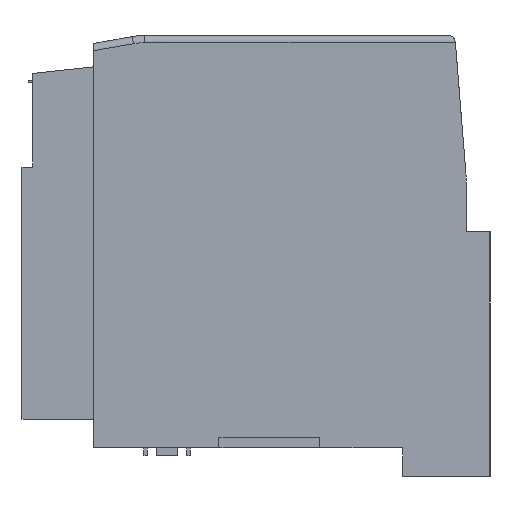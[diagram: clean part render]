
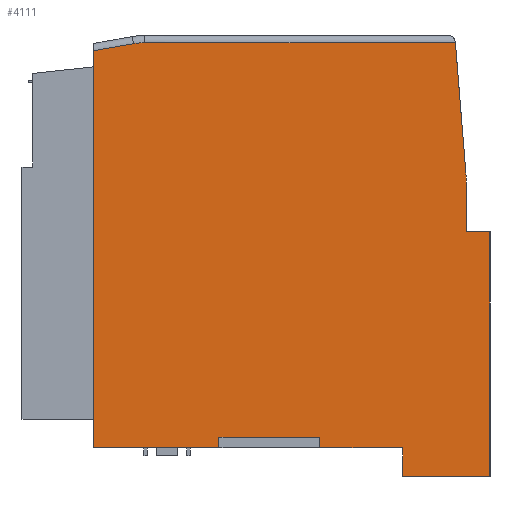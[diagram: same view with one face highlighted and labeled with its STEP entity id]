
A CAD part, left-side view. The second image highlights one B-rep face of the part: STEP entity #4111.
In plain terms, the highlighted planar face has unit normal (-1, 0, 0).
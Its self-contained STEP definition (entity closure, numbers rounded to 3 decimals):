
#307 = LINE ( 'NONE', #18177, #5769 ) ;
#675 = LINE ( 'NONE', #19815, #22659 ) ;
#806 = EDGE_CURVE ( 'NONE', #23516, #1271, #17673, .T. ) ;
#1239 = VECTOR ( 'NONE', #20432, 1000. ) ;
#1271 = VERTEX_POINT ( 'NONE', #17294 ) ;
#1512 = VECTOR ( 'NONE', #4829, 1000. ) ;
#1711 = CARTESIAN_POINT ( 'NONE',  ( -44.35, -29.25, 30.05 ) ) ;
#1740 = CARTESIAN_POINT ( 'NONE',  ( -44.35, 18.784, 47.35 ) ) ;
#1940 = CARTESIAN_POINT ( 'NONE',  ( -44.35, -25.95, 57.35 ) ) ;
#2137 = ORIENTED_EDGE ( 'NONE', *, *, #24230, .F. ) ;
#2329 = CARTESIAN_POINT ( 'NONE',  ( -44.35, 18.784, 56.35 ) ) ;
#2339 = CARTESIAN_POINT ( 'NONE',  ( -44.35, 8.45, 1.5 ) ) ;
#2518 = CIRCLE ( 'NONE', #6486, 20. ) ;
#2875 = CARTESIAN_POINT ( 'NONE',  ( -44.35, -17.09, -4. ) ) ;
#3138 = CARTESIAN_POINT ( 'NONE',  ( -44.35, -17.09, 0. ) ) ;
#3179 = PLANE ( 'NONE',  #5898 ) ;
#3414 = VERTEX_POINT ( 'NONE', #2329 ) ;
#3614 = VECTOR ( 'NONE', #28056, 1000. ) ;
#3943 = EDGE_CURVE ( 'NONE', #17827, #18482, #17425, .T. ) ;
#4066 = DIRECTION ( 'NONE',  ( 0., 0., -1. ) ) ;
#4111 = ADVANCED_FACE ( 'NONE', ( #28071 ), #3179, .F. ) ;
#4250 = VECTOR ( 'NONE', #20968, 1000. ) ;
#4451 = ORIENTED_EDGE ( 'NONE', *, *, #21752, .T. ) ;
#4674 = AXIS2_PLACEMENT_3D ( 'NONE', #1740, #18077, #4066 ) ;
#4829 = DIRECTION ( 'NONE',  ( 0., 0.985, -0.172 ) ) ;
#4909 = LINE ( 'NONE', #11851, #11096 ) ;
#5508 = DIRECTION ( 'NONE',  ( 1., 0., 0. ) ) ;
#5769 = VECTOR ( 'NONE', #25316, 1000. ) ;
#5898 = AXIS2_PLACEMENT_3D ( 'NONE', #19554, #5508, #21940 ) ;
#6127 = LINE ( 'NONE', #22621, #30333 ) ;
#6486 = AXIS2_PLACEMENT_3D ( 'NONE', #26552, #12425, #28918 ) ;
#6554 = ORIENTED_EDGE ( 'NONE', *, *, #29865, .F. ) ;
#6834 = DIRECTION ( 'NONE',  ( 0., -0.081, -0.997 ) ) ;
#6852 = EDGE_CURVE ( 'NONE', #22816, #9846, #19897, .T. ) ;
#6924 = ORIENTED_EDGE ( 'NONE', *, *, #6852, .F. ) ;
#6982 = CARTESIAN_POINT ( 'NONE',  ( -44.35, 8.45, 1.5 ) ) ;
#6990 = ORIENTED_EDGE ( 'NONE', *, *, #3943, .T. ) ;
#9309 = CARTESIAN_POINT ( 'NONE',  ( -44.35, -5.55, 1.5 ) ) ;
#9396 = CARTESIAN_POINT ( 'NONE',  ( -44.35, -24.773, 64.091 ) ) ;
#9563 = CARTESIAN_POINT ( 'NONE',  ( -44.35, -25.885, 38.406 ) ) ;
#9729 = EDGE_CURVE ( 'NONE', #1271, #28897, #675, .T. ) ;
#9803 = CARTESIAN_POINT ( 'NONE',  ( -44.35, -24.431, 56.35 ) ) ;
#9846 = VERTEX_POINT ( 'NONE', #13012 ) ;
#10178 = VECTOR ( 'NONE', #21117, 1000. ) ;
#10194 = ORIENTED_EDGE ( 'NONE', *, *, #9729, .T. ) ;
#10568 = ORIENTED_EDGE ( 'NONE', *, *, #20895, .T. ) ;
#10998 = ORIENTED_EDGE ( 'NONE', *, *, #26207, .F. ) ;
#11096 = VECTOR ( 'NONE', #19155, 1000. ) ;
#11155 = VECTOR ( 'NONE', #27493, 1000. ) ;
#11796 = DIRECTION ( 'NONE',  ( 0., -1., 0. ) ) ;
#11851 = CARTESIAN_POINT ( 'NONE',  ( -44.35, -29.25, 30.05 ) ) ;
#12139 = VERTEX_POINT ( 'NONE', #21132 ) ;
#12188 = EDGE_CURVE ( 'NONE', #22816, #14008, #4909, .T. ) ;
#12425 = DIRECTION ( 'NONE',  ( -1., 0., 0. ) ) ;
#13012 = CARTESIAN_POINT ( 'NONE',  ( -44.35, -29.25, -4. ) ) ;
#13169 = CARTESIAN_POINT ( 'NONE',  ( -44.35, 8.45, 0. ) ) ;
#13212 = DIRECTION ( 'NONE',  ( 0., 1., 0. ) ) ;
#13481 = LINE ( 'NONE', #28256, #19009 ) ;
#14008 = VERTEX_POINT ( 'NONE', #16892 ) ;
#14635 = CARTESIAN_POINT ( 'NONE',  ( -44.35, -17.09, -4. ) ) ;
#14821 = EDGE_CURVE ( 'NONE', #25440, #18482, #28217, .T. ) ;
#15105 = EDGE_CURVE ( 'NONE', #3414, #23516, #27807, .T. ) ;
#15142 = ORIENTED_EDGE ( 'NONE', *, *, #12188, .T. ) ;
#15762 = EDGE_CURVE ( 'NONE', #9846, #25440, #22979, .T. ) ;
#15907 = VECTOR ( 'NONE', #21968, 1000. ) ;
#15956 = ORIENTED_EDGE ( 'NONE', *, *, #15762, .F. ) ;
#16892 = CARTESIAN_POINT ( 'NONE',  ( -44.35, -25.95, 30.05 ) ) ;
#17294 = CARTESIAN_POINT ( 'NONE',  ( -44.35, 25.95, 55.235 ) ) ;
#17425 = LINE ( 'NONE', #22805, #11155 ) ;
#17673 = LINE ( 'NONE', #9396, #1512 ) ;
#17771 = DIRECTION ( 'NONE',  ( 0., 0., -1. ) ) ;
#17827 = VERTEX_POINT ( 'NONE', #18721 ) ;
#18077 = DIRECTION ( 'NONE',  ( -1., 0., 0. ) ) ;
#18177 = CARTESIAN_POINT ( 'NONE',  ( -44.35, -25.95, 56.35 ) ) ;
#18472 = EDGE_LOOP ( 'NONE', ( #2137, #10568, #27171, #27285, #10194, #20914, #6554, #24399, #4451, #6990, #18569, #15956, #6924, #15142, #10998, #26070 ) ) ;
#18482 = VERTEX_POINT ( 'NONE', #3138 ) ;
#18516 = CARTESIAN_POINT ( 'NONE',  ( -44.35, -24.35, 57.35 ) ) ;
#18569 = ORIENTED_EDGE ( 'NONE', *, *, #14821, .F. ) ;
#18721 = CARTESIAN_POINT ( 'NONE',  ( -44.35, -5.55, 0. ) ) ;
#19009 = VECTOR ( 'NONE', #11796, 1000. ) ;
#19155 = DIRECTION ( 'NONE',  ( 0., 1., 0. ) ) ;
#19401 = LINE ( 'NONE', #1940, #25691 ) ;
#19554 = CARTESIAN_POINT ( 'NONE',  ( -44.35, -25.95, 57.35 ) ) ;
#19815 = CARTESIAN_POINT ( 'NONE',  ( -44.35, 25.95, 57.35 ) ) ;
#19897 = LINE ( 'NONE', #1711, #1239 ) ;
#20432 = DIRECTION ( 'NONE',  ( 0., 0., -1. ) ) ;
#20524 = VERTEX_POINT ( 'NONE', #9563 ) ;
#20640 = EDGE_CURVE ( 'NONE', #12139, #20524, #2518, .T. ) ;
#20895 = EDGE_CURVE ( 'NONE', #28796, #3414, #307, .T. ) ;
#20914 = ORIENTED_EDGE ( 'NONE', *, *, #26306, .T. ) ;
#20968 = DIRECTION ( 'NONE',  ( 0., 1., 0. ) ) ;
#21085 = CARTESIAN_POINT ( 'NONE',  ( -44.35, -29.25, 30.05 ) ) ;
#21117 = DIRECTION ( 'NONE',  ( 0., 0., 1. ) ) ;
#21132 = CARTESIAN_POINT ( 'NONE',  ( -44.35, -25.95, 36.791 ) ) ;
#21205 = VECTOR ( 'NONE', #6834, 1000. ) ;
#21752 = EDGE_CURVE ( 'NONE', #26854, #17827, #24731, .T. ) ;
#21940 = DIRECTION ( 'NONE',  ( 0., 0., -1. ) ) ;
#21968 = DIRECTION ( 'NONE',  ( 0., 0., -1. ) ) ;
#22347 = LINE ( 'NONE', #2339, #3614 ) ;
#22621 = CARTESIAN_POINT ( 'NONE',  ( -44.35, 0., 1.5 ) ) ;
#22659 = VECTOR ( 'NONE', #26628, 1000. ) ;
#22805 = CARTESIAN_POINT ( 'NONE',  ( -44.35, -25.95, 0. ) ) ;
#22816 = VERTEX_POINT ( 'NONE', #21085 ) ;
#22979 = LINE ( 'NONE', #27946, #4250 ) ;
#23363 = VERTEX_POINT ( 'NONE', #6982 ) ;
#23516 = VERTEX_POINT ( 'NONE', #28954 ) ;
#24225 = CARTESIAN_POINT ( 'NONE',  ( -44.35, -5.55, 1.5 ) ) ;
#24230 = EDGE_CURVE ( 'NONE', #28796, #20524, #28181, .T. ) ;
#24399 = ORIENTED_EDGE ( 'NONE', *, *, #24628, .F. ) ;
#24628 = EDGE_CURVE ( 'NONE', #26854, #23363, #6127, .T. ) ;
#24731 = LINE ( 'NONE', #24225, #15907 ) ;
#25316 = DIRECTION ( 'NONE',  ( 0., 1., 0. ) ) ;
#25440 = VERTEX_POINT ( 'NONE', #14635 ) ;
#25691 = VECTOR ( 'NONE', #17771, 1000. ) ;
#26070 = ORIENTED_EDGE ( 'NONE', *, *, #20640, .T. ) ;
#26207 = EDGE_CURVE ( 'NONE', #12139, #14008, #19401, .T. ) ;
#26306 = EDGE_CURVE ( 'NONE', #28897, #27528, #13481, .T. ) ;
#26552 = CARTESIAN_POINT ( 'NONE',  ( -44.35, -5.95, 36.791 ) ) ;
#26628 = DIRECTION ( 'NONE',  ( 0., 0., -1. ) ) ;
#26854 = VERTEX_POINT ( 'NONE', #9309 ) ;
#27171 = ORIENTED_EDGE ( 'NONE', *, *, #15105, .T. ) ;
#27285 = ORIENTED_EDGE ( 'NONE', *, *, #806, .T. ) ;
#27493 = DIRECTION ( 'NONE',  ( 0., -1., 0. ) ) ;
#27528 = VERTEX_POINT ( 'NONE', #13169 ) ;
#27807 = CIRCLE ( 'NONE', #4674, 9. ) ;
#27946 = CARTESIAN_POINT ( 'NONE',  ( -44.35, -17.09, -4. ) ) ;
#28056 = DIRECTION ( 'NONE',  ( 0., 0., -1. ) ) ;
#28071 = FACE_OUTER_BOUND ( 'NONE', #18472, .T. ) ;
#28181 = LINE ( 'NONE', #18516, #21205 ) ;
#28217 = LINE ( 'NONE', #2875, #10178 ) ;
#28256 = CARTESIAN_POINT ( 'NONE',  ( -44.35, -25.95, 0. ) ) ;
#28796 = VERTEX_POINT ( 'NONE', #9803 ) ;
#28897 = VERTEX_POINT ( 'NONE', #29151 ) ;
#28918 = DIRECTION ( 'NONE',  ( 0., 0., -1. ) ) ;
#28954 = CARTESIAN_POINT ( 'NONE',  ( -44.35, 20.332, 56.216 ) ) ;
#29151 = CARTESIAN_POINT ( 'NONE',  ( -44.35, 25.95, 0. ) ) ;
#29865 = EDGE_CURVE ( 'NONE', #23363, #27528, #22347, .T. ) ;
#30333 = VECTOR ( 'NONE', #13212, 1000. ) ;
